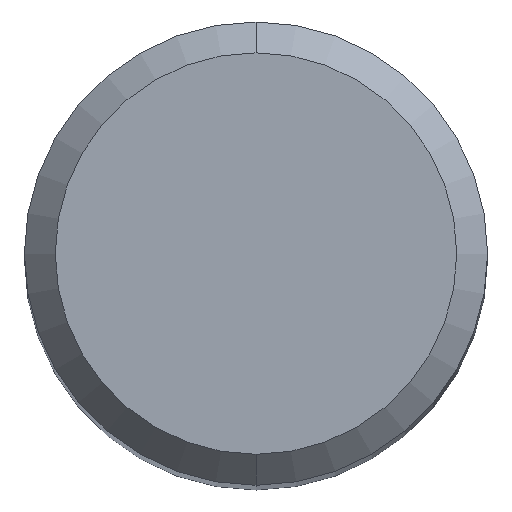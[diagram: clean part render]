
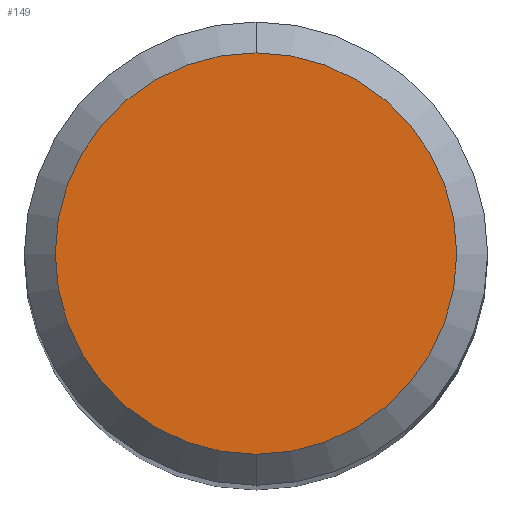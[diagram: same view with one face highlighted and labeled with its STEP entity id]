
A CAD part, top view. The second image highlights one B-rep face of the part: STEP entity #149.
In plain terms, the highlighted planar face has unit normal (0, 0, 1).
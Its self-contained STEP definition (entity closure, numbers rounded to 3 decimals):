
#119=VERTEX_POINT('',#273);
#143=EDGE_CURVE('',#179,#119,#302,.T.);
#149=ADVANCED_FACE('',(#309),#310,.T.);
#179=VERTEX_POINT('',#344);
#183=EDGE_CURVE('',#119,#179,#348,.T.);
#273=CARTESIAN_POINT('',(0.0,2.6,0.0));
#302=CIRCLE('',#478,2.6);
#309=FACE_OUTER_BOUND('',#487,.T.);
#310=PLANE('',#488);
#344=CARTESIAN_POINT('',(0.,-2.6,0.0));
#348=CIRCLE('',#539,2.6);
#478=AXIS2_PLACEMENT_3D('',#676,#677,#678);
#487=EDGE_LOOP('',(#688,#689));
#488=AXIS2_PLACEMENT_3D('',#690,#691,#692);
#539=AXIS2_PLACEMENT_3D('',#740,#741,#742);
#676=CARTESIAN_POINT('',(0.0,0.0,0.0));
#677=DIRECTION('',(0.0,0.0,-1.0));
#678=DIRECTION('',(0.0,1.0,0.0));
#688=ORIENTED_EDGE('',*,*,#183,.F.);
#689=ORIENTED_EDGE('',*,*,#143,.F.);
#690=CARTESIAN_POINT('',(0.0,1.3,0.0));
#691=DIRECTION('',(-0.0,0.0,1.0));
#692=DIRECTION('',(0.0,-1.0,0.0));
#740=CARTESIAN_POINT('',(0.0,0.0,0.0));
#741=DIRECTION('',(0.0,0.0,-1.0));
#742=DIRECTION('',(0.0,1.0,0.0));
